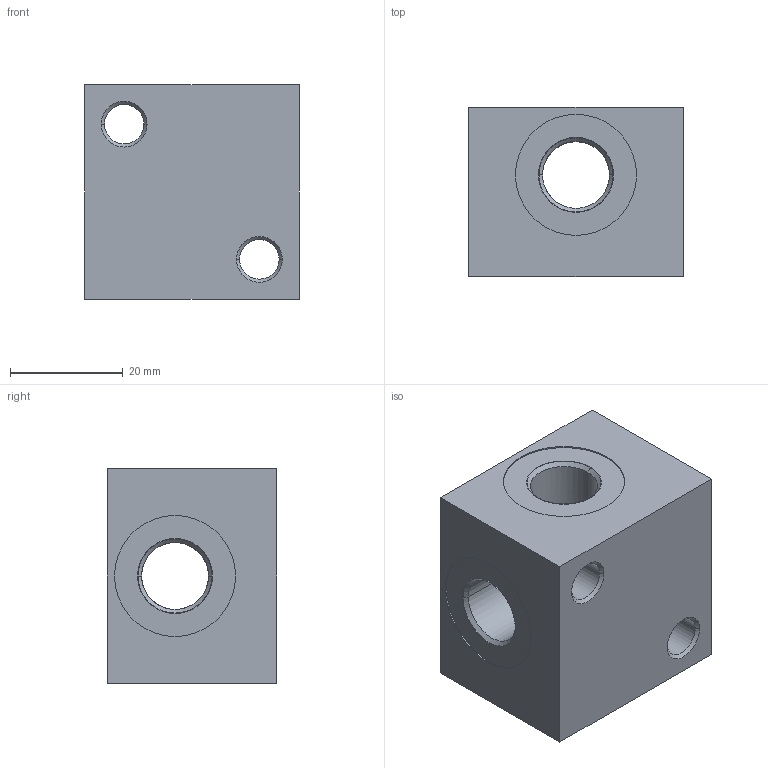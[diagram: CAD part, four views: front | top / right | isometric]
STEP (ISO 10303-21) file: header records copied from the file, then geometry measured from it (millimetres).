
FILE_DESCRIPTION((''),'2;1');
FILE_NAME('ILCM43000035','2009-07-27T',('mes'),(''),'PRO/ENGINEER BY PARAMETRIC TECHNOLOGY CORPORATION, 2007460','PRO/ENGINEER BY PARAMETRIC TECHNOLOGY CORPORATION, 2007460','');
FILE_SCHEMA(('AUTOMOTIVE_DESIGN_CC2 { 1 2 10303 214 -1 1 5 2 }'));
Length unit declared in the file: inch
Products named in the file (1): ILCM43000035
Bounding box: 38.1 x 30 x 38.1 mm (x, y, z)
Volume: 33582.4 mm3; surface area: 12340.4 mm2
Topology: 1 solids, 5 shells, 58 faces, 136 edges, 86 vertices
Faces by surface type: cylinder 28, cone 16, plane 14
Entity records: 2362 total; most frequent: CARTESIAN_POINT 395, DIRECTION 318, ORIENTED_EDGE 256, PRESENTATION_STYLE_ASSIGNMENT 141, STYLED_ITEM 141, CURVE_STYLE 136, EDGE_CURVE 136, AXIS2_PLACEMENT_3D 131
